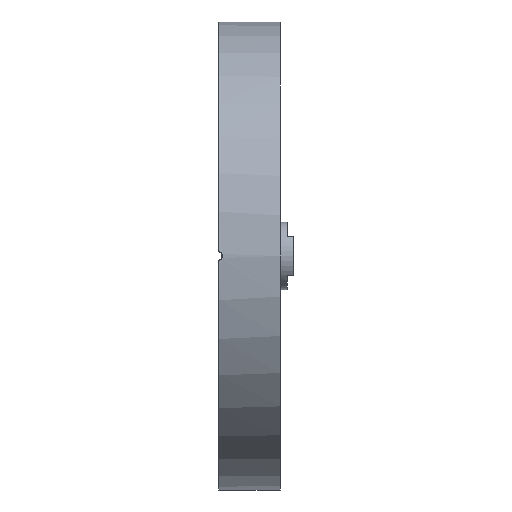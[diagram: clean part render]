
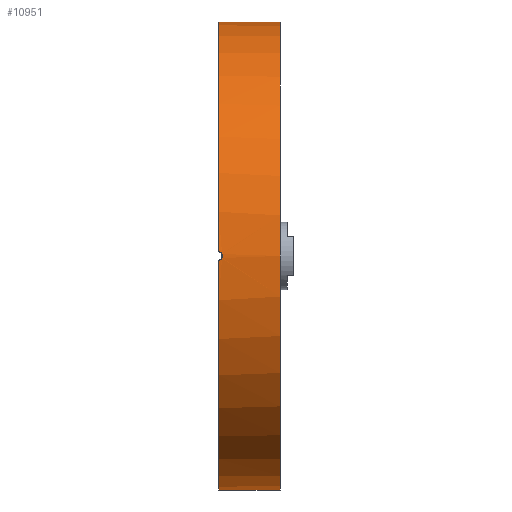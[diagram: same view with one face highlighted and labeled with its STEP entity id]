
A CAD part, left-side view. The second image highlights one B-rep face of the part: STEP entity #10951.
In plain terms, the highlighted cylindrical face has radius 57.15 mm (diameter 114.3 mm), a partial arc.
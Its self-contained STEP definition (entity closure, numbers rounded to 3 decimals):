
#216 = CARTESIAN_POINT ( 'NONE',  ( -57.141, -0.264, -1. ) ) ;
#280 = CARTESIAN_POINT ( 'NONE',  ( -57.141, 0., -1. ) ) ;
#472 = DIRECTION ( 'NONE',  ( 0., 1., 0. ) ) ;
#474 = AXIS2_PLACEMENT_3D ( 'NONE', #11441, #472, #10416 ) ;
#680 = CIRCLE ( 'NONE', #474, 57.15 ) ;
#827 = AXIS2_PLACEMENT_3D ( 'NONE', #5827, #9861, #3897 ) ;
#1260 = CARTESIAN_POINT ( 'NONE',  ( -57.144, -0.615, 0.799 ) ) ;
#1540 = CARTESIAN_POINT ( 'NONE',  ( 0., -15., 57.15 ) ) ;
#1573 = VERTEX_POINT ( 'NONE', #2914 ) ;
#1654 = DIRECTION ( 'NONE',  ( 0., 1., 0. ) ) ;
#1899 = CARTESIAN_POINT ( 'NONE',  ( 0., 0., -57.15 ) ) ;
#1940 = VECTOR ( 'NONE', #7495, 1000. ) ;
#2084 = ORIENTED_EDGE ( 'NONE', *, *, #8753, .T. ) ;
#2183 = CARTESIAN_POINT ( 'NONE',  ( -57.15, -1., -0.13 ) ) ;
#2192 = VERTEX_POINT ( 'NONE', #12540 ) ;
#2198 = DIRECTION ( 'NONE',  ( 0., 0., 1. ) ) ;
#2636 = CARTESIAN_POINT ( 'NONE',  ( 0., 0., 0. ) ) ;
#2914 = CARTESIAN_POINT ( 'NONE',  ( 0., -15., -57.15 ) ) ;
#3511 = DIRECTION ( 'NONE',  ( 0., 1., 0. ) ) ;
#3699 = VERTEX_POINT ( 'NONE', #1899 ) ;
#3805 = CARTESIAN_POINT ( 'NONE',  ( -57.141, 0., 1. ) ) ;
#3897 = DIRECTION ( 'NONE',  ( 0., 0., 1. ) ) ;
#3984 = EDGE_CURVE ( 'NONE', #1573, #3699, #12324, .T. ) ;
#4075 = DIRECTION ( 'NONE',  ( 0., 1., 0. ) ) ;
#4092 = CARTESIAN_POINT ( 'NONE',  ( -57.141, 0., -1. ) ) ;
#4123 = CARTESIAN_POINT ( 'NONE',  ( -57.147, -0.799, 0.615 ) ) ;
#5149 = CARTESIAN_POINT ( 'NONE',  ( -57.141, -0.132, 1. ) ) ;
#5827 = CARTESIAN_POINT ( 'NONE',  ( 0., -15., 0. ) ) ;
#5990 = CARTESIAN_POINT ( 'NONE',  ( -57.143, -0.521, -0.893 ) ) ;
#6116 = CARTESIAN_POINT ( 'NONE',  ( -57.142, -0.262, 0.974 ) ) ;
#6133 = CARTESIAN_POINT ( 'NONE',  ( 0., 0., 57.15 ) ) ;
#6480 = CARTESIAN_POINT ( 'NONE',  ( 0., -15., -57.15 ) ) ;
#7090 = AXIS2_PLACEMENT_3D ( 'NONE', #2636, #1654, #12541 ) ;
#7096 = CARTESIAN_POINT ( 'NONE',  ( -57.15, -0.974, 0.263 ) ) ;
#7113 = CYLINDRICAL_SURFACE ( 'NONE', #7697, 57.15 ) ;
#7115 = ORIENTED_EDGE ( 'NONE', *, *, #12273, .F. ) ;
#7230 = ORIENTED_EDGE ( 'NONE', *, *, #11227, .T. ) ;
#7495 = DIRECTION ( 'NONE',  ( 0., 1., 0. ) ) ;
#7697 = AXIS2_PLACEMENT_3D ( 'NONE', #11070, #4075, #2198 ) ;
#7704 = CIRCLE ( 'NONE', #7090, 57.15 ) ;
#7844 = VECTOR ( 'NONE', #3511, 1000. ) ;
#8753 = EDGE_CURVE ( 'NONE', #1573, #2192, #11217, .T. ) ;
#8807 = VERTEX_POINT ( 'NONE', #10193 ) ;
#9051 = ORIENTED_EDGE ( 'NONE', *, *, #12021, .T. ) ;
#9058 = CARTESIAN_POINT ( 'NONE',  ( -57.148, -0.874, 0.503 ) ) ;
#9120 = CARTESIAN_POINT ( 'NONE',  ( -57.143, -0.504, 0.874 ) ) ;
#9173 = ORIENTED_EDGE ( 'NONE', *, *, #11443, .F. ) ;
#9326 = FACE_OUTER_BOUND ( 'NONE', #12220, .T. ) ;
#9391 = LINE ( 'NONE', #1540, #1940 ) ;
#9861 = DIRECTION ( 'NONE',  ( 0., 1., 0. ) ) ;
#9903 = B_SPLINE_CURVE_WITH_KNOTS ( 'NONE', 3,
 ( #3805, #5149, #6116, #9120, #1260, #4123, #9058, #7096, #11120, #2183, #12035, #10096, #11247, #5990, #216, #280 ),
 .UNSPECIFIED., .F., .F.,
 ( 4, 2, 2, 2, 2, 2, 2, 4 ),
 ( 0., 0., 0.001, 0.001, 0.002, 0.002, 0.002, 0.003 ),
 .UNSPECIFIED. ) ;
#9996 = VERTEX_POINT ( 'NONE', #4092 ) ;
#10096 = CARTESIAN_POINT ( 'NONE',  ( -57.148, -0.874, -0.503 ) ) ;
#10193 = CARTESIAN_POINT ( 'NONE',  ( -57.141, 0., 1. ) ) ;
#10416 = DIRECTION ( 'NONE',  ( 0., 0., 1. ) ) ;
#10951 = ADVANCED_FACE ( 'NONE', ( #9326 ), #7113, .T. ) ;
#10956 = VERTEX_POINT ( 'NONE', #6133 ) ;
#11070 = CARTESIAN_POINT ( 'NONE',  ( 0., -15., 0. ) ) ;
#11120 = CARTESIAN_POINT ( 'NONE',  ( -57.15, -1., 0.131 ) ) ;
#11217 = CIRCLE ( 'NONE', #827, 57.15 ) ;
#11227 = EDGE_CURVE ( 'NONE', #8807, #9996, #9903, .T. ) ;
#11247 = CARTESIAN_POINT ( 'NONE',  ( -57.147, -0.801, -0.613 ) ) ;
#11441 = CARTESIAN_POINT ( 'NONE',  ( 0., 0., 0. ) ) ;
#11443 = EDGE_CURVE ( 'NONE', #8807, #10956, #7704, .T. ) ;
#11735 = ORIENTED_EDGE ( 'NONE', *, *, #3984, .F. ) ;
#12021 = EDGE_CURVE ( 'NONE', #2192, #10956, #9391, .T. ) ;
#12035 = CARTESIAN_POINT ( 'NONE',  ( -57.15, -0.974, -0.261 ) ) ;
#12220 = EDGE_LOOP ( 'NONE', ( #11735, #2084, #9051, #9173, #7230, #7115 ) ) ;
#12273 = EDGE_CURVE ( 'NONE', #3699, #9996, #680, .T. ) ;
#12324 = LINE ( 'NONE', #6480, #7844 ) ;
#12540 = CARTESIAN_POINT ( 'NONE',  ( 0., -15., 57.15 ) ) ;
#12541 = DIRECTION ( 'NONE',  ( 0., 0., 1. ) ) ;
